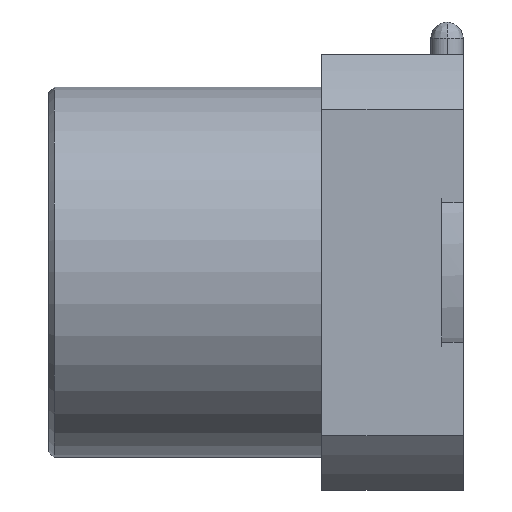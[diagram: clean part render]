
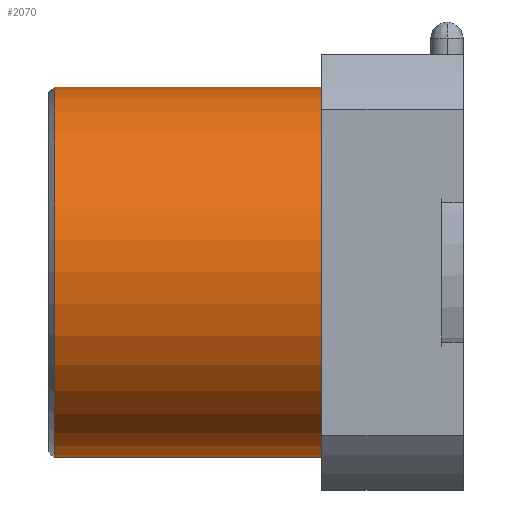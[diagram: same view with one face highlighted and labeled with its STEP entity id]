
A CAD part, left-side view. The second image highlights one B-rep face of the part: STEP entity #2070.
In plain terms, the highlighted cylindrical face has radius 1.7 mm (diameter 3.4 mm), a partial arc.
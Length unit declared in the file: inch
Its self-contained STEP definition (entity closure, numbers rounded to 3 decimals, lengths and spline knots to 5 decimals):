
#42 = CARTESIAN_POINT ( 'NONE',  ( -0.00005, 0.14803, 0. ) ) ;
#67 = CARTESIAN_POINT ( 'NONE',  ( -0.00005, 0., 0. ) ) ;
#117 = EDGE_CURVE ( 'NONE', #1310, #832, #1634, .T. ) ;
#167 = CARTESIAN_POINT ( 'NONE',  ( -0.00005, 0.05118, 0. ) ) ;
#324 = CARTESIAN_POINT ( 'NONE',  ( -0.00005, 0.05118, 0.06693 ) ) ;
#362 = VECTOR ( 'NONE', #1490, 39.37008 ) ;
#415 = CARTESIAN_POINT ( 'NONE',  ( -0.00005, 0.05118, -0.06693 ) ) ;
#519 = VERTEX_POINT ( 'NONE', #1666 ) ;
#546 = CARTESIAN_POINT ( 'NONE',  ( -0.00005, 0., 0.06693 ) ) ;
#633 = FACE_OUTER_BOUND ( 'NONE', #1960, .T. ) ;
#727 = ORIENTED_EDGE ( 'NONE', *, *, #1904, .F. ) ;
#807 = DIRECTION ( 'NONE',  ( 0., 0., -1. ) ) ;
#819 = DIRECTION ( 'NONE',  ( 0., -1., 0. ) ) ;
#832 = VERTEX_POINT ( 'NONE', #324 ) ;
#972 = DIRECTION ( 'NONE',  ( 0., 0., -1. ) ) ;
#1038 = LINE ( 'NONE', #1420, #1069 ) ;
#1066 = EDGE_CURVE ( 'NONE', #2076, #1310, #1038, .T. ) ;
#1069 = VECTOR ( 'NONE', #2115, 39.37008 ) ;
#1076 = AXIS2_PLACEMENT_3D ( 'NONE', #67, #819, #807 ) ;
#1181 = DIRECTION ( 'NONE',  ( 0., -1., 0. ) ) ;
#1310 = VERTEX_POINT ( 'NONE', #415 ) ;
#1403 = ORIENTED_EDGE ( 'NONE', *, *, #2052, .T. ) ;
#1420 = CARTESIAN_POINT ( 'NONE',  ( -0.00005, 0., -0.06693 ) ) ;
#1428 = DIRECTION ( 'NONE',  ( 0., 1., 0. ) ) ;
#1490 = DIRECTION ( 'NONE',  ( 0., -1., 0. ) ) ;
#1528 = CYLINDRICAL_SURFACE ( 'NONE', #1076, 0.06693 ) ;
#1634 = CIRCLE ( 'NONE', #2061, 0.06693 ) ;
#1666 = CARTESIAN_POINT ( 'NONE',  ( -0.00005, 0.14803, 0.06693 ) ) ;
#1904 = EDGE_CURVE ( 'NONE', #519, #832, #2022, .T. ) ;
#1947 = ORIENTED_EDGE ( 'NONE', *, *, #117, .T. ) ;
#1960 = EDGE_LOOP ( 'NONE', ( #727, #1403, #2135, #1947 ) ) ;
#2022 = LINE ( 'NONE', #546, #362 ) ;
#2041 = AXIS2_PLACEMENT_3D ( 'NONE', #42, #1181, #972 ) ;
#2052 = EDGE_CURVE ( 'NONE', #519, #2076, #2399, .T. ) ;
#2061 = AXIS2_PLACEMENT_3D ( 'NONE', #167, #1428, #2365 ) ;
#2070 = ADVANCED_FACE ( 'NONE', ( #633 ), #1528, .T. ) ;
#2076 = VERTEX_POINT ( 'NONE', #2119 ) ;
#2115 = DIRECTION ( 'NONE',  ( 0., -1., 0. ) ) ;
#2119 = CARTESIAN_POINT ( 'NONE',  ( -0.00005, 0.14803, -0.06693 ) ) ;
#2135 = ORIENTED_EDGE ( 'NONE', *, *, #1066, .T. ) ;
#2365 = DIRECTION ( 'NONE',  ( 0., 0., -1. ) ) ;
#2399 = CIRCLE ( 'NONE', #2041, 0.06693 ) ;
